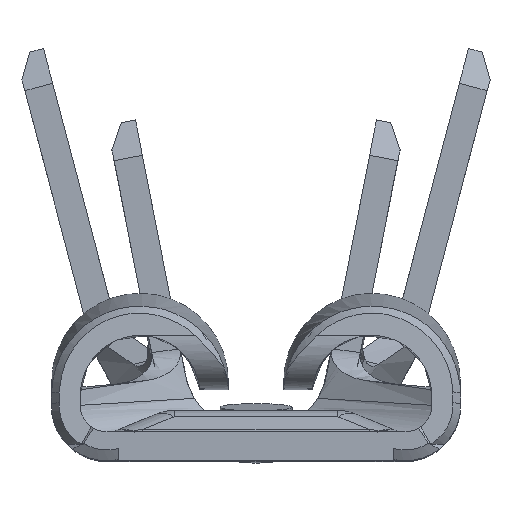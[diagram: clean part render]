
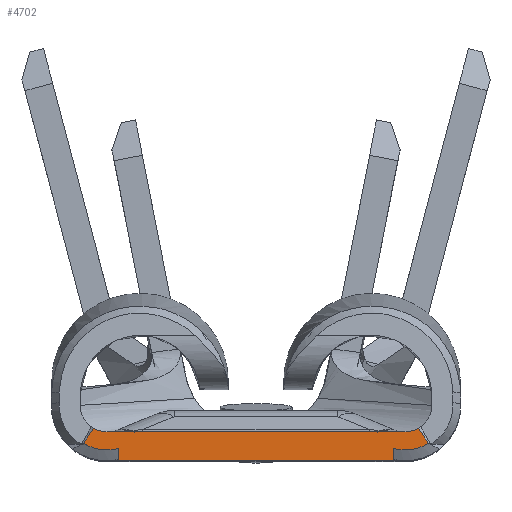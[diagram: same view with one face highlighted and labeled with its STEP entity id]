
A CAD part, top view. The second image highlights one B-rep face of the part: STEP entity #4702.
In plain terms, the highlighted planar face has unit normal (0, 0, 1).
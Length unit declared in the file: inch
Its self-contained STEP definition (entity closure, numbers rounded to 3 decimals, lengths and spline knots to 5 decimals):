
#55 = DIRECTION ( 'NONE',  ( 0., 1., 0. ) ) ;
#77 = VERTEX_POINT ( 'NONE', #941 ) ;
#92 = ORIENTED_EDGE ( 'NONE', *, *, #1156, .T. ) ;
#110 = ORIENTED_EDGE ( 'NONE', *, *, #5647, .F. ) ;
#359 = DIRECTION ( 'NONE',  ( 0., 0., 1. ) ) ;
#486 = DIRECTION ( 'NONE',  ( 0., 0., 1. ) ) ;
#806 = EDGE_CURVE ( 'NONE', #1105, #9716, #8366, .T. ) ;
#910 = VECTOR ( 'NONE', #9338, 39.37008 ) ;
#941 = CARTESIAN_POINT ( 'NONE',  ( -0.09584, 0.0097, 0.2775 ) ) ;
#1097 = VECTOR ( 'NONE', #5904, 39.37008 ) ;
#1105 = VERTEX_POINT ( 'NONE', #9271 ) ;
#1156 = EDGE_CURVE ( 'NONE', #3756, #2280, #3353, .T. ) ;
#1177 = ORIENTED_EDGE ( 'NONE', *, *, #4661, .F. ) ;
#1231 = EDGE_CURVE ( 'NONE', #7905, #3756, #10637, .T. ) ;
#1291 = VECTOR ( 'NONE', #55, 39.37008 ) ;
#1313 = CARTESIAN_POINT ( 'NONE',  ( 0.07978, 0.016, 0.2775 ) ) ;
#1518 = CARTESIAN_POINT ( 'NONE',  ( -0.08275, 0.031, 0.2775 ) ) ;
#1597 = LINE ( 'NONE', #6470, #1291 ) ;
#1758 = CARTESIAN_POINT ( 'NONE',  ( 0.07661, 0.00677, 0.2775 ) ) ;
#1832 = CARTESIAN_POINT ( 'NONE',  ( -0.09025, 0.01801, 0.2775 ) ) ;
#1837 = VERTEX_POINT ( 'NONE', #9439 ) ;
#1868 = AXIS2_PLACEMENT_3D ( 'NONE', #5862, #359, #6778 ) ;
#1884 = DIRECTION ( 'NONE',  ( -0.559, -0.829, 0. ) ) ;
#1902 = ORIENTED_EDGE ( 'NONE', *, *, #10081, .T. ) ;
#2280 = VERTEX_POINT ( 'NONE', #7182 ) ;
#2637 = DIRECTION ( 'NONE',  ( 0., 0., 1. ) ) ;
#2756 = PLANE ( 'NONE',  #8635 ) ;
#2796 = VERTEX_POINT ( 'NONE', #1832 ) ;
#3127 = VERTEX_POINT ( 'NONE', #7037 ) ;
#3260 = DIRECTION ( 'NONE',  ( 0., 1., 0. ) ) ;
#3344 = EDGE_CURVE ( 'NONE', #2796, #5283, #10260, .T. ) ;
#3353 = LINE ( 'NONE', #3848, #910 ) ;
#3379 = DIRECTION ( 'NONE',  ( -1., 0., 0. ) ) ;
#3721 = CARTESIAN_POINT ( 'NONE',  ( -0.08275, 0.031, 0.2775 ) ) ;
#3756 = VERTEX_POINT ( 'NONE', #9233 ) ;
#3780 = CARTESIAN_POINT ( 'NONE',  ( 0.11817, 0., 0.2775 ) ) ;
#3848 = CARTESIAN_POINT ( 'NONE',  ( 0.03024, 0.1071, 0.2775 ) ) ;
#3891 = EDGE_CURVE ( 'NONE', #1837, #5283, #5991, .T. ) ;
#3993 = ORIENTED_EDGE ( 'NONE', *, *, #806, .F. ) ;
#4264 = AXIS2_PLACEMENT_3D ( 'NONE', #3721, #10107, #4647 ) ;
#4361 = CARTESIAN_POINT ( 'NONE',  ( 0.07661, 0., 0.2775 ) ) ;
#4566 = FACE_OUTER_BOUND ( 'NONE', #8476, .T. ) ;
#4647 = DIRECTION ( 'NONE',  ( -1., 0., 0. ) ) ;
#4661 = EDGE_CURVE ( 'NONE', #10847, #1105, #7290, .T. ) ;
#4702 = ADVANCED_FACE ( 'NONE', ( #4566 ), #2756, .F. ) ;
#4760 = CIRCLE ( 'NONE', #5441, 0.025 ) ;
#4849 = CARTESIAN_POINT ( 'NONE',  ( -0.08275, 0.016, 0.2775 ) ) ;
#4975 = VECTOR ( 'NONE', #7368, 39.37008 ) ;
#5086 = CARTESIAN_POINT ( 'NONE',  ( -0.07661, 0.00677, 0.2775 ) ) ;
#5195 = CARTESIAN_POINT ( 'NONE',  ( 0.09025, 0.01801, 0.2775 ) ) ;
#5283 = VERTEX_POINT ( 'NONE', #4849 ) ;
#5317 = ORIENTED_EDGE ( 'NONE', *, *, #1231, .T. ) ;
#5441 = AXIS2_PLACEMENT_3D ( 'NONE', #5992, #486, #6902 ) ;
#5647 = EDGE_CURVE ( 'NONE', #7751, #2280, #11680, .T. ) ;
#5862 = CARTESIAN_POINT ( 'NONE',  ( 0.08275, 0.031, 0.2775 ) ) ;
#5904 = DIRECTION ( 'NONE',  ( -1., 0., 0. ) ) ;
#5959 = CARTESIAN_POINT ( 'NONE',  ( -0.09025, 0.01801, 0.2775 ) ) ;
#5991 = LINE ( 'NONE', #1313, #1097 ) ;
#5992 = CARTESIAN_POINT ( 'NONE',  ( -0.08275, 0.031, 0.2775 ) ) ;
#6107 = ORIENTED_EDGE ( 'NONE', *, *, #3344, .F. ) ;
#6199 = LINE ( 'NONE', #7394, #6480 ) ;
#6384 = ORIENTED_EDGE ( 'NONE', *, *, #6982, .F. ) ;
#6470 = CARTESIAN_POINT ( 'NONE',  ( 0.07661, 0.00677, 0.2775 ) ) ;
#6480 = VECTOR ( 'NONE', #1884, 39.37008 ) ;
#6778 = DIRECTION ( 'NONE',  ( -1., 0., 0. ) ) ;
#6902 = DIRECTION ( 'NONE',  ( -1., 0., 0. ) ) ;
#6911 = DIRECTION ( 'NONE',  ( 0.5, 0.866, 0. ) ) ;
#6982 = EDGE_CURVE ( 'NONE', #1837, #7751, #9769, .T. ) ;
#7037 = CARTESIAN_POINT ( 'NONE',  ( -0.09026, 0.018, 0.2775 ) ) ;
#7182 = CARTESIAN_POINT ( 'NONE',  ( 0.09026, 0.018, 0.2775 ) ) ;
#7290 = LINE ( 'NONE', #3780, #9701 ) ;
#7314 = EDGE_CURVE ( 'NONE', #3127, #2796, #9331, .T. ) ;
#7368 = DIRECTION ( 'NONE',  ( 0.5, -0.866, 0. ) ) ;
#7394 = CARTESIAN_POINT ( 'NONE',  ( -0.08189, 0.03042, 0.2775 ) ) ;
#7751 = VERTEX_POINT ( 'NONE', #5195 ) ;
#7905 = VERTEX_POINT ( 'NONE', #1758 ) ;
#8140 = CARTESIAN_POINT ( 'NONE',  ( 0.08275, 0.031, 0.2775 ) ) ;
#8257 = CARTESIAN_POINT ( 'NONE',  ( 0.09025, 0.01801, 0.2775 ) ) ;
#8354 = DIRECTION ( 'NONE',  ( -1., 0., 0. ) ) ;
#8366 = LINE ( 'NONE', #10561, #10786 ) ;
#8380 = AXIS2_PLACEMENT_3D ( 'NONE', #8140, #2637, #9057 ) ;
#8476 = EDGE_LOOP ( 'NONE', ( #10087, #6107, #9696, #10730, #1902, #3993, #1177, #10231, #5317, #92, #110, #6384 ) ) ;
#8635 = AXIS2_PLACEMENT_3D ( 'NONE', #1518, #8859, #3379 ) ;
#8859 = DIRECTION ( 'NONE',  ( 0., 0., -1. ) ) ;
#9057 = DIRECTION ( 'NONE',  ( -1., 0., 0. ) ) ;
#9233 = CARTESIAN_POINT ( 'NONE',  ( 0.09584, 0.0097, 0.2775 ) ) ;
#9271 = CARTESIAN_POINT ( 'NONE',  ( -0.07661, 0., 0.2775 ) ) ;
#9331 = LINE ( 'NONE', #5959, #9908 ) ;
#9338 = DIRECTION ( 'NONE',  ( -0.559, 0.829, 0. ) ) ;
#9439 = CARTESIAN_POINT ( 'NONE',  ( 0.08275, 0.016, 0.2775 ) ) ;
#9696 = ORIENTED_EDGE ( 'NONE', *, *, #7314, .F. ) ;
#9701 = VECTOR ( 'NONE', #8354, 39.37008 ) ;
#9716 = VERTEX_POINT ( 'NONE', #5086 ) ;
#9769 = CIRCLE ( 'NONE', #8380, 0.015 ) ;
#9902 = EDGE_CURVE ( 'NONE', #3127, #77, #6199, .T. ) ;
#9908 = VECTOR ( 'NONE', #6911, 39.37008 ) ;
#9910 = EDGE_CURVE ( 'NONE', #10847, #7905, #1597, .T. ) ;
#10081 = EDGE_CURVE ( 'NONE', #77, #9716, #4760, .T. ) ;
#10087 = ORIENTED_EDGE ( 'NONE', *, *, #3891, .T. ) ;
#10107 = DIRECTION ( 'NONE',  ( 0., 0., 1. ) ) ;
#10231 = ORIENTED_EDGE ( 'NONE', *, *, #9910, .T. ) ;
#10260 = CIRCLE ( 'NONE', #4264, 0.015 ) ;
#10561 = CARTESIAN_POINT ( 'NONE',  ( -0.07661, 0.00677, 0.2775 ) ) ;
#10637 = CIRCLE ( 'NONE', #1868, 0.025 ) ;
#10730 = ORIENTED_EDGE ( 'NONE', *, *, #9902, .T. ) ;
#10786 = VECTOR ( 'NONE', #3260, 39.37008 ) ;
#10847 = VERTEX_POINT ( 'NONE', #4361 ) ;
#11680 = LINE ( 'NONE', #8257, #4975 ) ;
